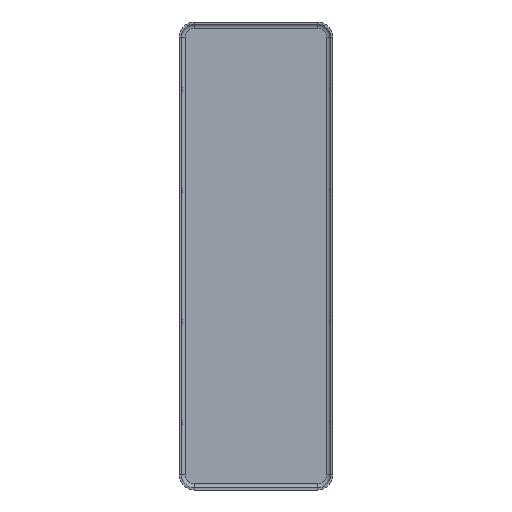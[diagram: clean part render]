
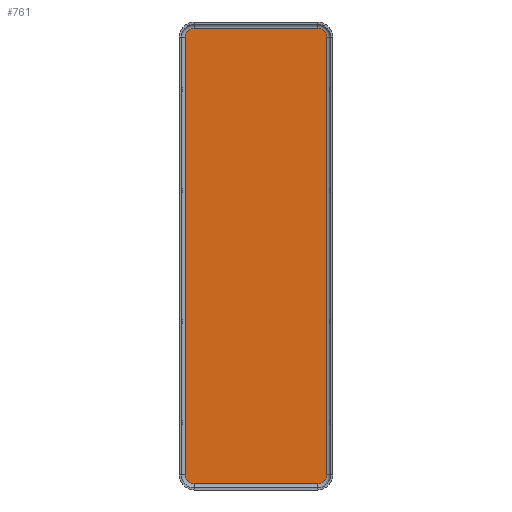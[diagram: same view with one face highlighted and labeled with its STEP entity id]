
A CAD part, front view. The second image highlights one B-rep face of the part: STEP entity #761.
In plain terms, the highlighted planar face has unit normal (0, -1, 0).
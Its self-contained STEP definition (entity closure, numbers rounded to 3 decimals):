
#26 = CARTESIAN_POINT ( 'NONE',  ( 6.1, 0., 22.6 ) ) ;
#47 = AXIS2_PLACEMENT_3D ( 'NONE', #71, #2004, #1496 ) ;
#71 = CARTESIAN_POINT ( 'NONE',  ( -6.1, 0., -21.7 ) ) ;
#74 = CARTESIAN_POINT ( 'NONE',  ( 7., 0., 21.7 ) ) ;
#94 = VECTOR ( 'NONE', #627, 1000. ) ;
#128 = CARTESIAN_POINT ( 'NONE',  ( 6.1, 0., -21.7 ) ) ;
#149 = LINE ( 'NONE', #1583, #94 ) ;
#217 = VECTOR ( 'NONE', #961, 1000. ) ;
#238 = EDGE_CURVE ( 'NONE', #371, #256, #2067, .T. ) ;
#256 = VERTEX_POINT ( 'NONE', #1748 ) ;
#313 = DIRECTION ( 'NONE',  ( 0., 0., 1. ) ) ;
#319 = VERTEX_POINT ( 'NONE', #700 ) ;
#331 = CARTESIAN_POINT ( 'NONE',  ( 6.1, 0., -22.6 ) ) ;
#356 = AXIS2_PLACEMENT_3D ( 'NONE', #128, #766, #313 ) ;
#360 = DIRECTION ( 'NONE',  ( 0., 0., -1. ) ) ;
#370 = CARTESIAN_POINT ( 'NONE',  ( 6.1, 0., 21.7 ) ) ;
#371 = VERTEX_POINT ( 'NONE', #502 ) ;
#468 = CARTESIAN_POINT ( 'NONE',  ( 7., 0., 0. ) ) ;
#502 = CARTESIAN_POINT ( 'NONE',  ( -7., 0., 21.7 ) ) ;
#519 = DIRECTION ( 'NONE',  ( 0., -1., 0. ) ) ;
#530 = VERTEX_POINT ( 'NONE', #74 ) ;
#599 = VECTOR ( 'NONE', #1103, 1000. ) ;
#611 = EDGE_CURVE ( 'NONE', #2045, #1495, #1243, .T. ) ;
#627 = DIRECTION ( 'NONE',  ( -1., 0., 0. ) ) ;
#629 = CARTESIAN_POINT ( 'NONE',  ( -7., 0., 0. ) ) ;
#630 = AXIS2_PLACEMENT_3D ( 'NONE', #370, #1441, #1266 ) ;
#700 = CARTESIAN_POINT ( 'NONE',  ( -6.1, 0., -22.6 ) ) ;
#741 = CARTESIAN_POINT ( 'NONE',  ( -6.1, 0., 21.7 ) ) ;
#761 = ADVANCED_FACE ( 'NONE', ( #1943 ), #1607, .T. ) ;
#765 = ORIENTED_EDGE ( 'NONE', *, *, #1853, .F. ) ;
#766 = DIRECTION ( 'NONE',  ( 0., 1., 0. ) ) ;
#777 = ORIENTED_EDGE ( 'NONE', *, *, #611, .F. ) ;
#822 = EDGE_CURVE ( 'NONE', #371, #1938, #1077, .T. ) ;
#823 = CIRCLE ( 'NONE', #630, 0.9 ) ;
#833 = ORIENTED_EDGE ( 'NONE', *, *, #1780, .T. ) ;
#961 = DIRECTION ( 'NONE',  ( -1., 0., 0. ) ) ;
#1002 = CARTESIAN_POINT ( 'NONE',  ( 6.1, 0., -22.6 ) ) ;
#1077 = CIRCLE ( 'NONE', #1595, 0.9 ) ;
#1096 = EDGE_CURVE ( 'NONE', #530, #1620, #823, .T. ) ;
#1103 = DIRECTION ( 'NONE',  ( 0., 0., -1. ) ) ;
#1167 = DIRECTION ( 'NONE',  ( 0., 1., 0. ) ) ;
#1208 = EDGE_CURVE ( 'NONE', #256, #319, #1410, .T. ) ;
#1211 = AXIS2_PLACEMENT_3D ( 'NONE', #1778, #519, #360 ) ;
#1243 = CIRCLE ( 'NONE', #356, 0.9 ) ;
#1252 = DIRECTION ( 'NONE',  ( 0., 0., -1. ) ) ;
#1266 = DIRECTION ( 'NONE',  ( 0., 0., -1. ) ) ;
#1315 = VECTOR ( 'NONE', #1252, 1000. ) ;
#1336 = CARTESIAN_POINT ( 'NONE',  ( 7., 0., -21.7 ) ) ;
#1396 = EDGE_LOOP ( 'NONE', ( #1474, #777, #765, #1550, #833, #1773, #2056, #1764 ) ) ;
#1410 = CIRCLE ( 'NONE', #47, 0.9 ) ;
#1441 = DIRECTION ( 'NONE',  ( 0., -1., 0. ) ) ;
#1464 = EDGE_CURVE ( 'NONE', #1495, #319, #1760, .T. ) ;
#1474 = ORIENTED_EDGE ( 'NONE', *, *, #1464, .F. ) ;
#1495 = VERTEX_POINT ( 'NONE', #1002 ) ;
#1496 = DIRECTION ( 'NONE',  ( 0., 0., 1. ) ) ;
#1499 = DIRECTION ( 'NONE',  ( 0., 0., -1. ) ) ;
#1500 = CARTESIAN_POINT ( 'NONE',  ( -6.1, 0., 22.6 ) ) ;
#1550 = ORIENTED_EDGE ( 'NONE', *, *, #1096, .T. ) ;
#1583 = CARTESIAN_POINT ( 'NONE',  ( 6.1, 0., 22.6 ) ) ;
#1595 = AXIS2_PLACEMENT_3D ( 'NONE', #741, #1167, #1499 ) ;
#1607 = PLANE ( 'NONE',  #1211 ) ;
#1620 = VERTEX_POINT ( 'NONE', #26 ) ;
#1748 = CARTESIAN_POINT ( 'NONE',  ( -7., 0., -21.7 ) ) ;
#1760 = LINE ( 'NONE', #331, #217 ) ;
#1764 = ORIENTED_EDGE ( 'NONE', *, *, #1208, .T. ) ;
#1773 = ORIENTED_EDGE ( 'NONE', *, *, #822, .F. ) ;
#1778 = CARTESIAN_POINT ( 'NONE',  ( 6.1, 0., -21.7 ) ) ;
#1780 = EDGE_CURVE ( 'NONE', #1620, #1938, #149, .T. ) ;
#1853 = EDGE_CURVE ( 'NONE', #530, #2045, #1879, .T. ) ;
#1879 = LINE ( 'NONE', #468, #599 ) ;
#1938 = VERTEX_POINT ( 'NONE', #1500 ) ;
#1943 = FACE_OUTER_BOUND ( 'NONE', #1396, .T. ) ;
#2004 = DIRECTION ( 'NONE',  ( 0., -1., 0. ) ) ;
#2045 = VERTEX_POINT ( 'NONE', #1336 ) ;
#2056 = ORIENTED_EDGE ( 'NONE', *, *, #238, .T. ) ;
#2067 = LINE ( 'NONE', #629, #1315 ) ;
